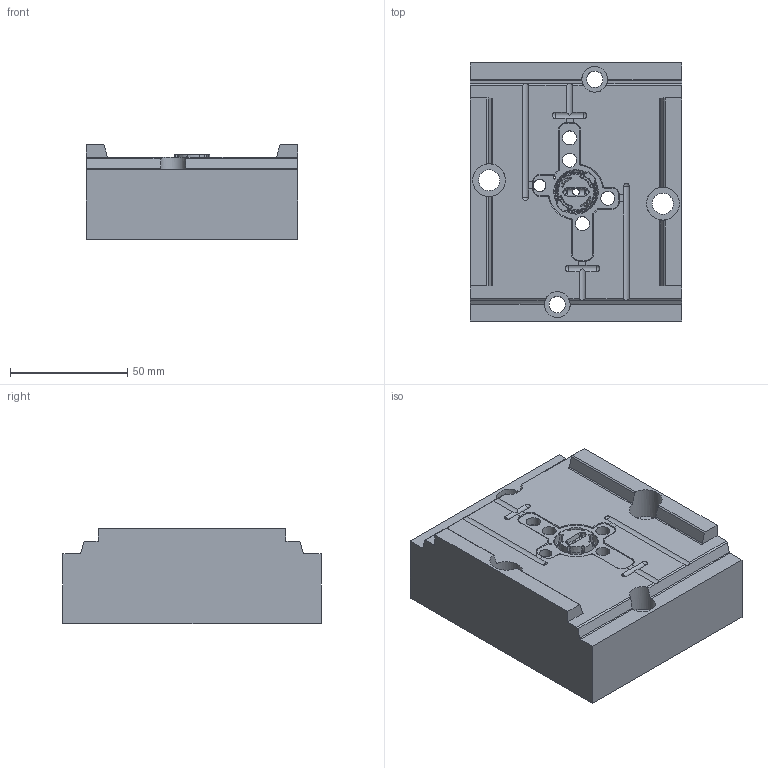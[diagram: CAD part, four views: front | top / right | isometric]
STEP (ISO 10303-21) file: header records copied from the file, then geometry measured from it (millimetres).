
FILE_DESCRIPTION(('STEP AP214'),'1');
FILE_NAME('Core AM.stp','2016-09-22T09:38:53',(' '),(' '),'Spatial InterOp 3D',' ',' ');
FILE_SCHEMA(('automotive_design'));
Length unit declared in the file: millimetre
Products named in the file (3): moule solution N°2 33; Core AM
Assembly tree (2 placements, depth 2):
  (unnamed)
    moule solution N°2 33
    Core AM
Bounding box: 90 x 110 x 40.5 mm (x, y, z)
Volume: 252324.3 mm3; surface area: 73228.9 mm2
Topology: 2 solids, 2 shells, 1075 faces, 2897 edges, 1717 vertices
Faces by surface type: cylinder 367, plane 273, bspline 140, torus 120, sphere 107, cone 68
Full cylindrical faces by diameter (mm): 1 x1, 2.5 x1, 3 x2, 4.5 x1, 5.3 x1, 5.5 x1, 6 x5, 6.5 x3, 7 x2, 8 x2, 9 x2, 11 x2, 11.445 x4, 11.5 x1, 13 x2, 14 x2, 16.3 x1
Entity records: 56793 total; most frequent: CARTESIAN_POINT 23335, ORIENTED_EDGE 5330, DIRECTION 5090, EDGE_CURVE 2665, AXIS2_PLACEMENT_3D 2082, VERTEX_POINT 1663, EDGE_LOOP 1175, FACE_OUTER_BOUND 1113
